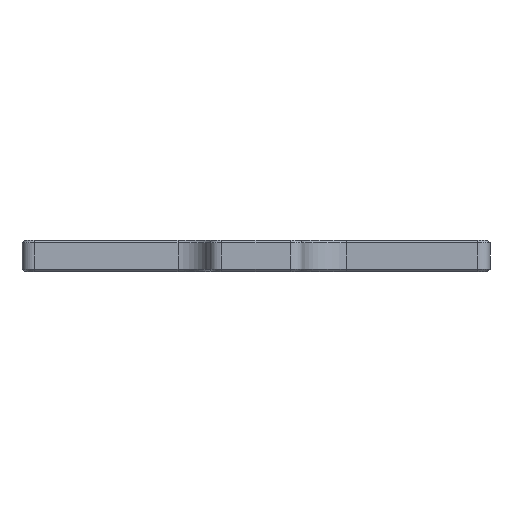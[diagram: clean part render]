
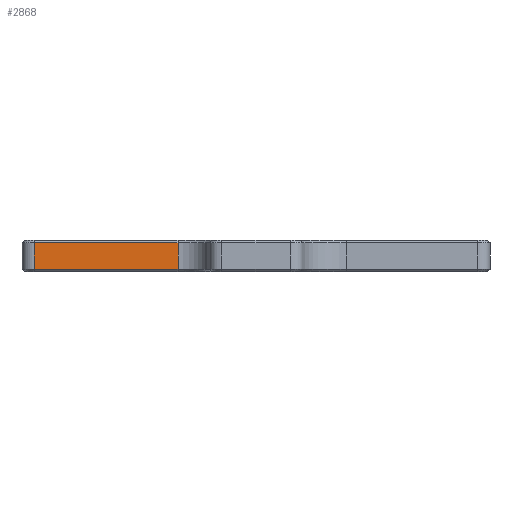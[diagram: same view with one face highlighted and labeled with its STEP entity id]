
A CAD part, left-side view. The second image highlights one B-rep face of the part: STEP entity #2868.
In plain terms, the highlighted planar face has unit normal (-1, 0, 0).
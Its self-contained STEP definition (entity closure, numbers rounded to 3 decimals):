
#296=PLANE('',#3101);
#385=FACE_OUTER_BOUND('',#556,.T.);
#556=EDGE_LOOP('',(#2174,#2175,#2176,#2177));
#740=LINE('',#3718,#976);
#809=LINE('',#3914,#1045);
#830=LINE('',#3972,#1066);
#831=LINE('',#3974,#1067);
#976=VECTOR('',#3195,10.);
#1045=VECTOR('',#3398,10.);
#1066=VECTOR('',#3465,10.);
#1067=VECTOR('',#3468,10.);
#1211=VERTEX_POINT('',#3709);
#1213=VERTEX_POINT('',#3716);
#1270=VERTEX_POINT('',#3904);
#1272=VERTEX_POINT('',#3910);
#1498=EDGE_CURVE('',#1213,#1211,#740,.T.);
#1596=EDGE_CURVE('',#1270,#1272,#809,.T.);
#1626=EDGE_CURVE('',#1272,#1213,#830,.T.);
#1627=EDGE_CURVE('',#1211,#1270,#831,.T.);
#2174=ORIENTED_EDGE('',*,*,#1498,.F.);
#2175=ORIENTED_EDGE('',*,*,#1626,.F.);
#2176=ORIENTED_EDGE('',*,*,#1596,.F.);
#2177=ORIENTED_EDGE('',*,*,#1627,.F.);
#2868=ADVANCED_FACE('',(#385),#296,.T.);
#3101=AXIS2_PLACEMENT_3D('',#3973,#3466,#3467);
#3195=DIRECTION('',(0.,1.,0.));
#3398=DIRECTION('',(0.,-1.,0.));
#3465=DIRECTION('',(0.,0.,-1.));
#3466=DIRECTION('center_axis',(-1.,0.,0.));
#3467=DIRECTION('ref_axis',(0.,1.,0.));
#3468=DIRECTION('',(0.,0.,1.));
#3709=CARTESIAN_POINT('',(30.,73.,-4.6));
#3716=CARTESIAN_POINT('',(30.,50.,-4.6));
#3718=CARTESIAN_POINT('',(30.,43.75,-4.6));
#3904=CARTESIAN_POINT('',(30.,73.,-0.4));
#3910=CARTESIAN_POINT('',(30.,50.,-0.4));
#3914=CARTESIAN_POINT('',(30.,43.75,-0.4));
#3972=CARTESIAN_POINT('',(30.,50.,0.));
#3973=CARTESIAN_POINT('Origin',(30.,50.,0.));
#3974=CARTESIAN_POINT('',(30.,73.,0.));
